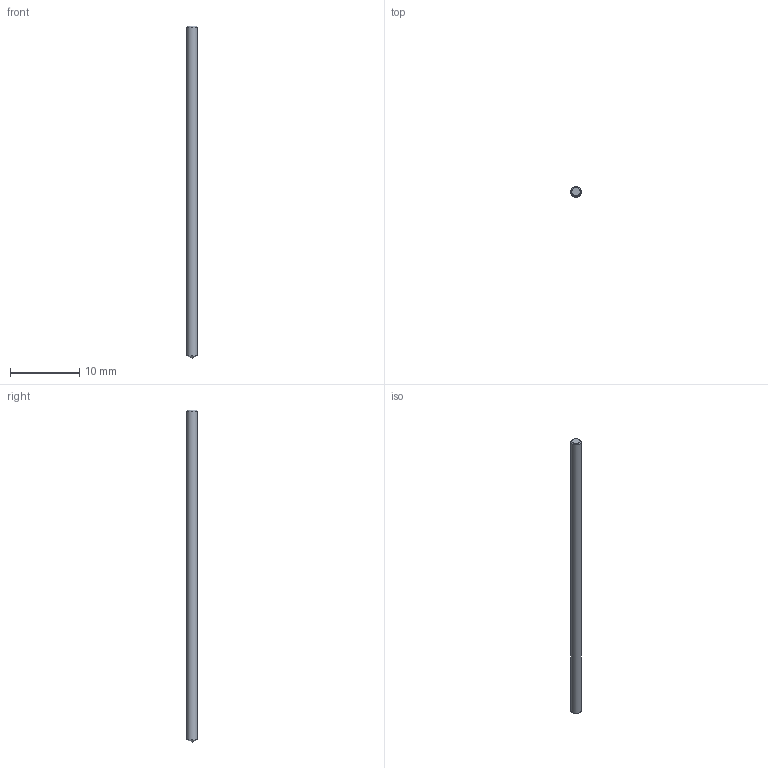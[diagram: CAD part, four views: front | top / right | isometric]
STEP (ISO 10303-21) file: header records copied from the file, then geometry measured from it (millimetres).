
FILE_DESCRIPTION (( 'STEP AP214' ), '1' );
FILE_NAME ('03-0336.STEP', '2020-07-27T04:48:14', ( '' ), ( '' ), 'SwSTEP 2.0', 'SolidWorks 2014', '' );
FILE_SCHEMA (( 'AUTOMOTIVE_DESIGN' ));
Length unit declared in the file: millimetre
Products named in the file (2): 03-0336
Bounding box: 1.51 x 1.51 x 47.94 mm (x, y, z)
Volume: 85.6 mm3; surface area: 229.4 mm2
Topology: 1 solids, 1 shells, 4 faces, 8 edges, 5 vertices
Faces by surface type: cone 2, plane 1, cylinder 1
Full cylindrical faces by diameter (mm): 1.511 x1
Entity records: 123 total; most frequent: DIRECTION 18, CARTESIAN_POINT 12, AXIS2_PLACEMENT_3D 9, EDGE_LOOP 6, ORIENTED_EDGE 6, FACE_OUTER_BOUND 5, APPLICATION_CONTEXT 4, ADVANCED_FACE 4
